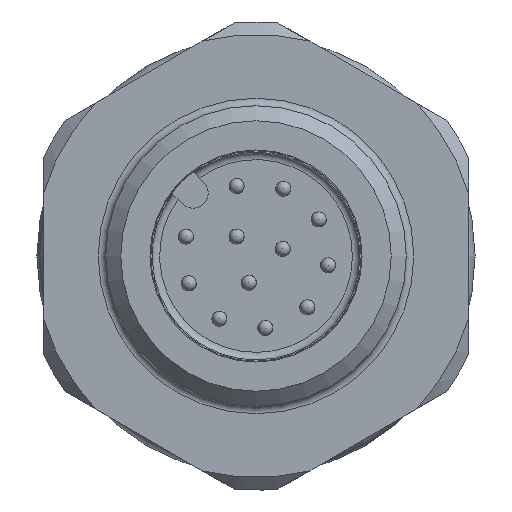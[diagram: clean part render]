
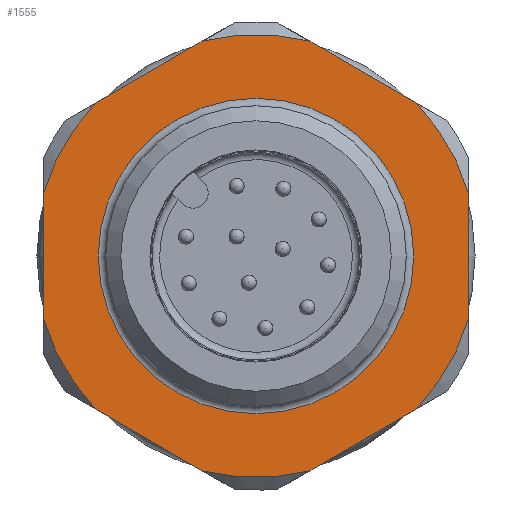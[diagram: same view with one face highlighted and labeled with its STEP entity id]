
A CAD part, left-side view. The second image highlights one B-rep face of the part: STEP entity #1555.
In plain terms, the highlighted planar face has unit normal (-1, 0, 0).
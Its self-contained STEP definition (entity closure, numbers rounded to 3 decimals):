
#249=PLANE('',#2214);
#332=EDGE_LOOP('',(#838));
#333=EDGE_LOOP('',(#839,#840,#841,#842,#843,#844,#845,#846,#847,#848,#849,
#850));
#636=CIRCLE('',#2201,8.85);
#637=CIRCLE('',#2203,8.85);
#638=CIRCLE('',#2205,8.85);
#639=CIRCLE('',#2207,8.85);
#640=CIRCLE('',#2209,8.85);
#641=CIRCLE('',#2211,8.85);
#642=CIRCLE('',#2213,6.3);
#838=ORIENTED_EDGE('',*,*,#1281,.T.);
#839=ORIENTED_EDGE('',*,*,#1264,.F.);
#840=ORIENTED_EDGE('',*,*,#1282,.T.);
#841=ORIENTED_EDGE('',*,*,#1266,.F.);
#842=ORIENTED_EDGE('',*,*,#1283,.T.);
#843=ORIENTED_EDGE('',*,*,#1279,.F.);
#844=ORIENTED_EDGE('',*,*,#1284,.T.);
#845=ORIENTED_EDGE('',*,*,#1276,.F.);
#846=ORIENTED_EDGE('',*,*,#1285,.T.);
#847=ORIENTED_EDGE('',*,*,#1273,.F.);
#848=ORIENTED_EDGE('',*,*,#1286,.T.);
#849=ORIENTED_EDGE('',*,*,#1270,.F.);
#850=ORIENTED_EDGE('',*,*,#1287,.T.);
#1264=EDGE_CURVE('',#2010,#2011,#636,.T.);
#1266=EDGE_CURVE('',#2012,#2013,#637,.T.);
#1270=EDGE_CURVE('',#2014,#2015,#638,.T.);
#1273=EDGE_CURVE('',#2016,#2017,#639,.T.);
#1276=EDGE_CURVE('',#2018,#2019,#640,.T.);
#1279=EDGE_CURVE('',#2020,#2021,#641,.T.);
#1281=EDGE_CURVE('',#2022,#2022,#642,.T.);
#1282=EDGE_CURVE('',#2010,#2013,#1456,.T.);
#1283=EDGE_CURVE('',#2012,#2021,#1457,.T.);
#1284=EDGE_CURVE('',#2020,#2019,#1458,.T.);
#1285=EDGE_CURVE('',#2018,#2017,#1459,.T.);
#1286=EDGE_CURVE('',#2016,#2015,#1460,.T.);
#1287=EDGE_CURVE('',#2014,#2011,#1461,.T.);
#1456=LINE('',#3309,#1498);
#1457=LINE('',#3310,#1499);
#1458=LINE('',#3311,#1500);
#1459=LINE('',#3312,#1501);
#1460=LINE('',#3313,#1502);
#1461=LINE('',#3314,#1503);
#1498=VECTOR('',#2597,1.);
#1499=VECTOR('',#2598,1.);
#1500=VECTOR('',#2599,1.);
#1501=VECTOR('',#2600,1.);
#1502=VECTOR('',#2601,1.);
#1503=VECTOR('',#2602,1.);
#1555=ADVANCED_FACE('',(#1726,#1727),#249,.T.);
#1726=FACE_BOUND('',#332,.T.);
#1727=FACE_BOUND('',#333,.T.);
#2010=VERTEX_POINT('',#3239);
#2011=VERTEX_POINT('',#3241);
#2012=VERTEX_POINT('',#3248);
#2013=VERTEX_POINT('',#3249);
#2014=VERTEX_POINT('',#3263);
#2015=VERTEX_POINT('',#3265);
#2016=VERTEX_POINT('',#3275);
#2017=VERTEX_POINT('',#3277);
#2018=VERTEX_POINT('',#3287);
#2019=VERTEX_POINT('',#3289);
#2020=VERTEX_POINT('',#3299);
#2021=VERTEX_POINT('',#3301);
#2022=VERTEX_POINT('',#3308);
#2201=AXIS2_PLACEMENT_3D('',#3240,#2571,#2572);
#2203=AXIS2_PLACEMENT_3D('',#3247,#2575,#2576);
#2205=AXIS2_PLACEMENT_3D('',#3264,#2579,#2580);
#2207=AXIS2_PLACEMENT_3D('',#3276,#2583,#2584);
#2209=AXIS2_PLACEMENT_3D('',#3288,#2587,#2588);
#2211=AXIS2_PLACEMENT_3D('',#3300,#2591,#2592);
#2213=AXIS2_PLACEMENT_3D('',#3307,#2595,#2596);
#2214=AXIS2_PLACEMENT_3D('',#3315,#2603,#2604);
#2571=DIRECTION('',(1.,0.,0.));
#2572=DIRECTION('',(0.,-1.,0.));
#2575=DIRECTION('',(1.,0.,0.));
#2576=DIRECTION('',(0.,-1.,0.));
#2579=DIRECTION('',(1.,0.,0.));
#2580=DIRECTION('',(0.,-1.,0.));
#2583=DIRECTION('',(1.,0.,0.));
#2584=DIRECTION('',(0.,-1.,0.));
#2587=DIRECTION('',(1.,0.,0.));
#2588=DIRECTION('',(0.,-1.,0.));
#2591=DIRECTION('',(1.,0.,0.));
#2592=DIRECTION('',(0.,-1.,0.));
#2595=DIRECTION('',(1.,0.,0.));
#2596=DIRECTION('',(0.,1.,0.));
#2597=DIRECTION('',(0.,0.866,-0.5));
#2598=DIRECTION('',(0.,0.,-1.));
#2599=DIRECTION('',(0.,-0.866,-0.5));
#2600=DIRECTION('',(0.,-0.866,0.5));
#2601=DIRECTION('',(0.,0.,1.));
#2602=DIRECTION('',(0.,0.866,0.5));
#2603=DIRECTION('',(-1.,0.,0.));
#2604=DIRECTION('',(0.,1.,0.));
#3239=CARTESIAN_POINT('',(10.,2.116,8.593));
#3240=CARTESIAN_POINT('',(10.,0.,0.));
#3241=CARTESIAN_POINT('',(10.,-2.116,8.593));
#3247=CARTESIAN_POINT('',(10.,0.,0.));
#3248=CARTESIAN_POINT('',(10.,8.5,2.464));
#3249=CARTESIAN_POINT('',(10.,6.384,6.129));
#3263=CARTESIAN_POINT('',(10.,-6.384,6.129));
#3264=CARTESIAN_POINT('',(10.,0.,0.));
#3265=CARTESIAN_POINT('',(10.,-8.5,2.464));
#3275=CARTESIAN_POINT('',(10.,-8.5,-2.464));
#3276=CARTESIAN_POINT('',(10.,0.,0.));
#3277=CARTESIAN_POINT('',(10.,-6.384,-6.129));
#3287=CARTESIAN_POINT('',(10.,-2.116,-8.593));
#3288=CARTESIAN_POINT('',(10.,0.,0.));
#3289=CARTESIAN_POINT('',(10.,2.116,-8.593));
#3299=CARTESIAN_POINT('',(10.,6.384,-6.129));
#3300=CARTESIAN_POINT('',(10.,0.,0.));
#3301=CARTESIAN_POINT('',(10.,8.5,-2.464));
#3307=CARTESIAN_POINT('',(10.,0.,0.));
#3308=CARTESIAN_POINT('',(10.,6.3,0.));
#3309=CARTESIAN_POINT('',(10.,8.082,5.149));
#3310=CARTESIAN_POINT('',(10.,8.5,-8.85));
#3311=CARTESIAN_POINT('',(10.,0.418,-9.574));
#3312=CARTESIAN_POINT('',(10.,-0.418,-9.574));
#3313=CARTESIAN_POINT('',(10.,-8.5,-8.85));
#3314=CARTESIAN_POINT('',(10.,-8.082,5.149));
#3315=CARTESIAN_POINT('',(10.,0.,-8.85));
